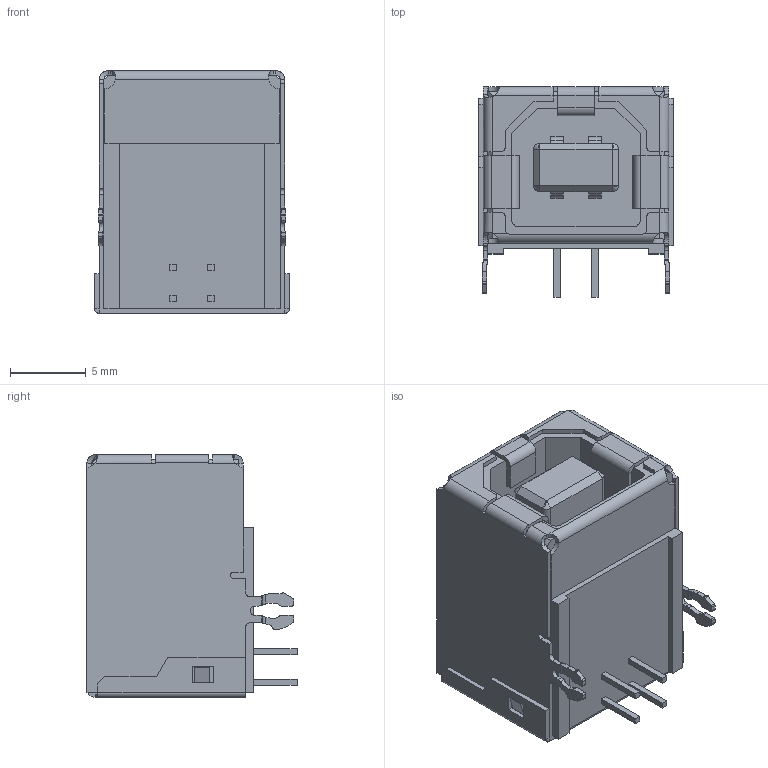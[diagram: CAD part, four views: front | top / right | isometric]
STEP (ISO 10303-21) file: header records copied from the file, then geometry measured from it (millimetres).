
FILE_DESCRIPTION (( 'STEP AP214' ), '1' );
FILE_NAME ('61729-1011BLF.STEP', '2019-06-20T02:25:06', ( '' ), ( '' ), 'SwSTEP 2.0', 'SolidWorks 2017', '' );
FILE_SCHEMA (( 'AUTOMOTIVE_DESIGN' ));
Length unit declared in the file: millimetre
Products named in the file (1): 61729-1011BLF
Bounding box: 12.82 x 13.84 x 16 mm (x, y, z)
Volume: 1668.3 mm3; surface area: 2980.7 mm2
Topology: 12 solids, 12 shells, 444 faces, 1132 edges, 702 vertices
Faces by surface type: plane 284, cylinder 148, bspline 8, cone 4
Entity records: 13609 total; most frequent: CARTESIAN_POINT 2751, ORIENTED_EDGE 2256, DIRECTION 2182, EDGE_CURVE 1128, LINE 804, VECTOR 804, VERTEX_POINT 702, AXIS2_PLACEMENT_3D 689
